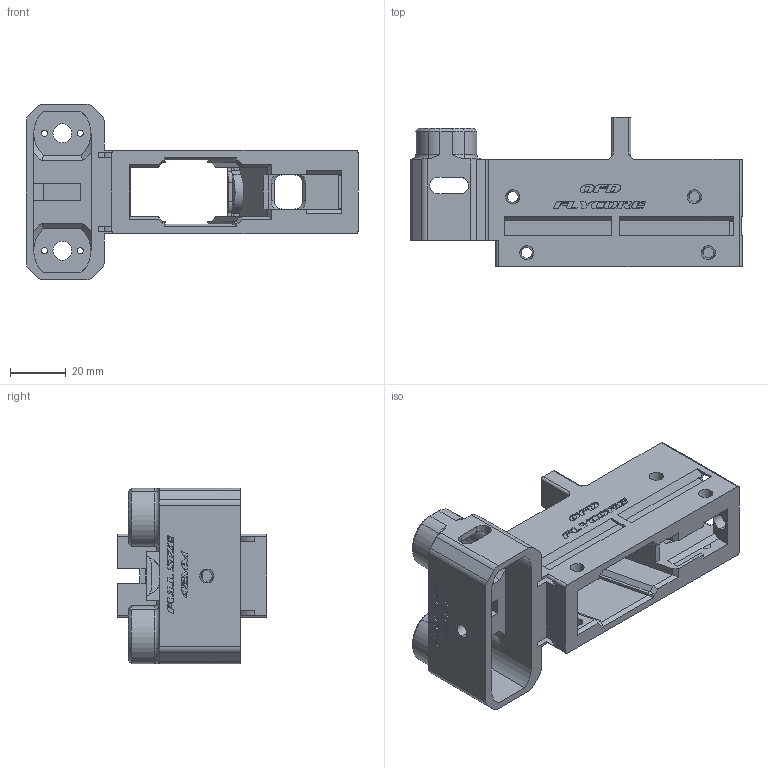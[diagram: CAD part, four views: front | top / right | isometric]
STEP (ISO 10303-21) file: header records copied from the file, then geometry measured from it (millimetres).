
FILE_DESCRIPTION (( 'STEP AP203' ), '1' );
FILE_NAME ('OFD_FLYCORE_ANGLED_FULL_42MM_V1.STEP', '2022-07-20T17:35:32', ( '' ), ( '' ), 'SwSTEP 2.0', 'SolidWorks 2020', '' );
FILE_SCHEMA (( 'CONFIG_CONTROL_DESIGN' ));
Length unit declared in the file: millimetre
Products named in the file (1): OFD_FLYCORE_ANGLED_FULL_42MM_V1
Bounding box: 118.75 x 53.5 x 62.7 mm (x, y, z)
Volume: 73977.1 mm3; surface area: 37742.2 mm2
Topology: 1 solids, 1 shells, 915 faces, 2596 edges, 1709 vertices
Faces by surface type: plane 466, bspline 304, cylinder 87, cone 46, torus 12
Entity records: 37860 total; most frequent: CARTESIAN_POINT 15899, ORIENTED_EDGE 5192, DIRECTION 3434, EDGE_CURVE 2596, VERTEX_POINT 1709, VECTOR 1680, LINE 1680, EDGE_LOOP 993
